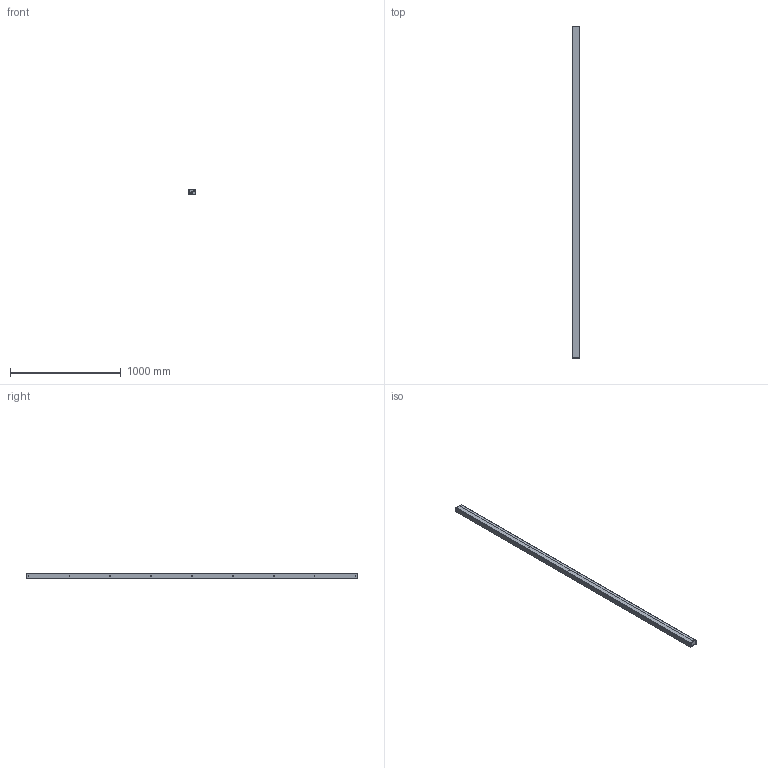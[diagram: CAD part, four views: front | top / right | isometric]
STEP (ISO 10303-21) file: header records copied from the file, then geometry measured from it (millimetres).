
FILE_DESCRIPTION(/* description */ (''),/* implementation_level */ '2;1');
FILE_NAME(/* name */ 'GB0210- pour step.stp',/* time_stamp */ '2019-08-26T11:54:19+02:00',/* author */ ('Michel'),/* organization */ (''),/* preprocessor_version */ 'ST-DEVELOPER v17.2',/* originating_system */ 'Autodesk Inventor 2019',/* authorisation */ '');
FILE_SCHEMA (('AUTOMOTIVE_DESIGN { 1 0 10303 214 3 1 1 }'));
Products named in the file (18): GB0210- pour step; 23389; 23313; 23318; 23337; 23582; 23384; 23302; 23309; 23341; 04674; 23342; 23339; 23311; 23340; 23343; 04044; 23344-modifié
Assembly tree (35 placements, depth 3):
  GB0210- pour step
    23389
    23302  x2
    23309  x2
      23340
      23341
      04674
      23342
      23339
      23343
      04044
    23311  x2
      23340
      23343
      04044
    23344-modifié  x3
    23313  x2
      23318
      23337
    23582
    23384  x8
Bounding box: 71 x 3004 x 48 mm (x, y, z)
Volume: 2122769.3 mm3; surface area: 1987433.2 mm2
Topology: 139 solids, 145 shells, 6280 faces, 18001 edges, 12122 vertices
Faces by surface type: plane 3105, cylinder 1677, bspline 774, cone 412, torus 272, sphere 40
Full cylindrical faces by diameter (mm): 0.75 x4, 1 x4, 2 x8, 2.5 x8, 2.55 x8, 2.8 x2, 3 x10, 3.1 x4, 3.2 x2, 3.3 x10, 3.4 x6, 3.5 x10, 3.9 x4, 4.14 x8, 4.15 x8, 4.2 x24, 5 x118, 5.01 x8, 5.2 x4, 5.3 x9, 5.55 x2, 5.8 x20, 6 x24, 6.2 x12, 6.5 x4, 6.647 x4, 6.75 x4, 6.798 x2, 6.8 x12, 6.95 x4
Entity records: 118370 total; most frequent: CARTESIAN_POINT 36882, ORIENTED_EDGE 17370, DIRECTION 14780, EDGE_CURVE 8685, VERTEX_POINT 5885, AXIS2_PLACEMENT_3D 5041, LINE 4698, VECTOR 4698
